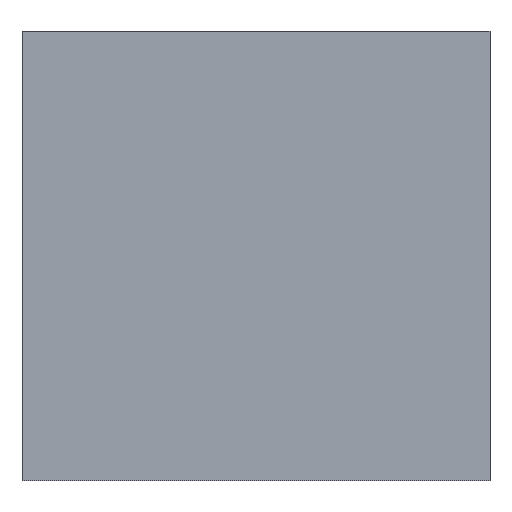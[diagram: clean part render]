
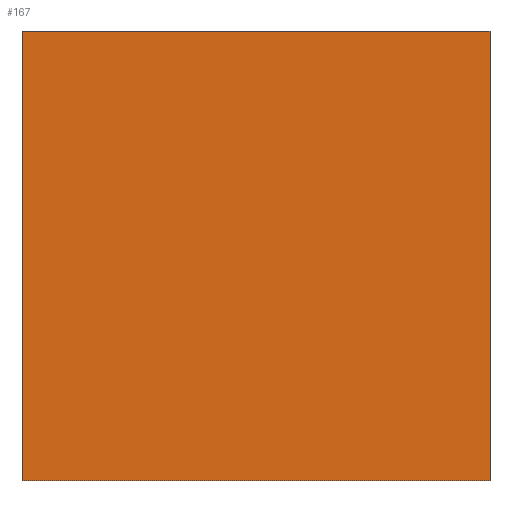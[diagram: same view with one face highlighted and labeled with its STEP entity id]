
A CAD part, top view. The second image highlights one B-rep face of the part: STEP entity #167.
In plain terms, the highlighted planar face has unit normal (0, 0, 1).
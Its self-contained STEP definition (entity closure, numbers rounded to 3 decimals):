
#159=AXIS2_PLACEMENT_3D('Plane Axis2P3D',#156,#157,#158) ;
#50=CARTESIAN_POINT('Vertex',(0.,9.6,0.8)) ;
#53=CARTESIAN_POINT('Line Origine',(5.,9.6,0.8)) ;
#57=CARTESIAN_POINT('Vertex',(10.,9.6,0.8)) ;
#88=CARTESIAN_POINT('Vertex',(0.,0.,0.8)) ;
#91=CARTESIAN_POINT('Line Origine',(0.,4.8,0.8)) ;
#119=CARTESIAN_POINT('Vertex',(10.,0.,0.8)) ;
#122=CARTESIAN_POINT('Line Origine',(5.,0.,0.8)) ;
#144=CARTESIAN_POINT('Line Origine',(10.,4.8,0.8)) ;
#156=CARTESIAN_POINT('Axis2P3D Location',(5.,4.8,0.8)) ;
#54=DIRECTION('Vector Direction',(-1.,0.,0.)) ;
#92=DIRECTION('Vector Direction',(0.,1.,0.)) ;
#123=DIRECTION('Vector Direction',(1.,0.,0.)) ;
#145=DIRECTION('Vector Direction',(0.,-1.,0.)) ;
#157=DIRECTION('Axis2P3D Direction',(0.,0.,1.)) ;
#158=DIRECTION('Axis2P3D XDirection',(0.,-1.,0.)) ;
#55=VECTOR('Line Direction',#54,1.) ;
#93=VECTOR('Line Direction',#92,1.) ;
#124=VECTOR('Line Direction',#123,1.) ;
#146=VECTOR('Line Direction',#145,1.) ;
#162=ORIENTED_EDGE('',*,*,#59,.T.) ;
#163=ORIENTED_EDGE('',*,*,#95,.T.) ;
#164=ORIENTED_EDGE('',*,*,#126,.T.) ;
#165=ORIENTED_EDGE('',*,*,#148,.T.) ;
#167=ADVANCED_FACE('S3D gedreht',(#166),#160,.T.) ;
#59=EDGE_CURVE('',#58,#51,#56,.T.) ;
#95=EDGE_CURVE('',#51,#89,#94,.F.) ;
#126=EDGE_CURVE('',#89,#120,#125,.T.) ;
#148=EDGE_CURVE('',#120,#58,#147,.F.) ;
#161=EDGE_LOOP('',(#162,#163,#164,#165)) ;
#166=FACE_OUTER_BOUND('',#161,.T.) ;
#56=LINE('Line',#53,#55) ;
#94=LINE('Line',#91,#93) ;
#125=LINE('Line',#122,#124) ;
#147=LINE('Line',#144,#146) ;
#160=PLANE('',#159) ;
#51=VERTEX_POINT('',#50) ;
#58=VERTEX_POINT('',#57) ;
#89=VERTEX_POINT('',#88) ;
#120=VERTEX_POINT('',#119) ;
